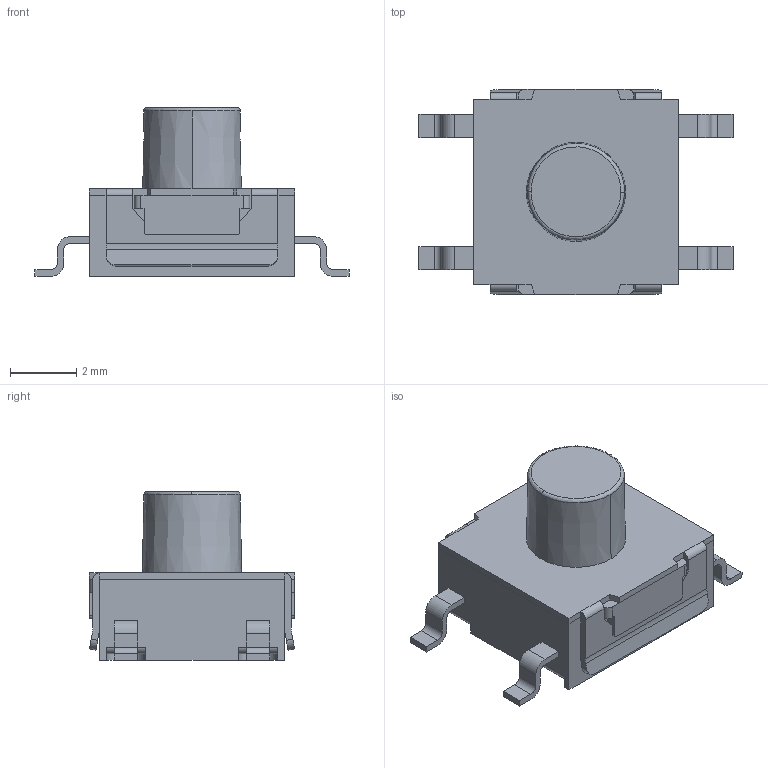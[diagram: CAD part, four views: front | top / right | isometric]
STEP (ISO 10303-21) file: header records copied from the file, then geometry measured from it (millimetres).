
FILE_DESCRIPTION (( 'STEP AP214' ), '1' );
FILE_NAME ('SW-SMD_4P-L6.2-W6.2-P4.00-LS9.5-TL.STEP', '2022-03-26T12:08:24', ( 'Sky123.Org' ), ( 'Sky123.Org' ), 'SwSTEP 2.0', 'SolidWorks 2017', '' );
FILE_SCHEMA (( 'AUTOMOTIVE_DESIGN' ));
Length unit declared in the file: millimetre
Products named in the file (1): SW-SMD_4P-L6.2-W6.2-P4.00-LS9.5-TL
Bounding box: 9.5 x 6.2 x 5.1 mm (x, y, z)
Volume: 113 mm3; surface area: 199.5 mm2
Topology: 1 solids, 1 shells, 663 faces, 1860 edges, 1234 vertices
Faces by surface type: plane 593, cylinder 52, bspline 16, cone 2
Entity records: 28509 total; most frequent: CARTESIAN_POINT 4701, ORIENTED_EDGE 3720, DIRECTION 3236, EDGE_CURVE 1860, LINE 1716, VECTOR 1716, VERTEX_POINT 1234, AXIS2_PLACEMENT_3D 760
